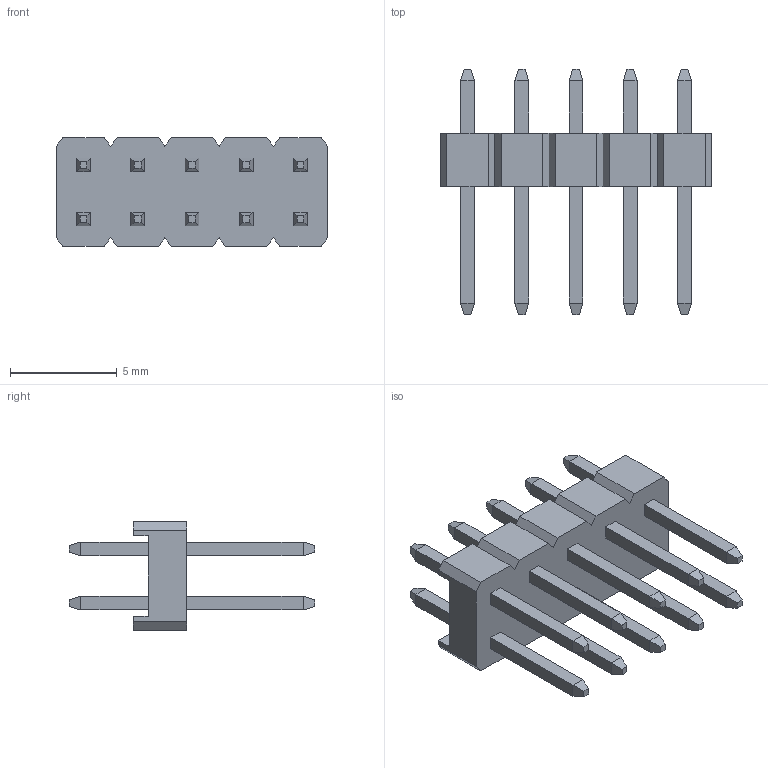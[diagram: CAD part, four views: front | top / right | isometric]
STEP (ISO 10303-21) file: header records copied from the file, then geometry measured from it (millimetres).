
FILE_DESCRIPTION(('STEP AP214'),'1');
FILE_NAME(' ',' ',('TraceParts'),('TraceParts S.A.'),'XStep 1.0',' ',' ');
FILE_SCHEMA(('automotive_design'));
Length unit declared in the file: millimetre
Products named in the file (1): 1
Bounding box: 12.7 x 11.5 x 5.08 mm (x, y, z)
Volume: 162.6 mm3; surface area: 469.8 mm2
Topology: 1 solids, 1 shells, 238 faces, 568 edges, 352 vertices
Faces by surface type: plane 238
Entity records: 13152 total; most frequent: CARTESIAN_POINT 1159, STYLED_ITEM 1158, PRESENTATION_STYLE_ASSIGNMENT 1158, COLOUR_RGB 1158, ORIENTED_EDGE 1136, DIRECTION 1046, EDGE_CURVE 568, CURVE_STYLE 568
